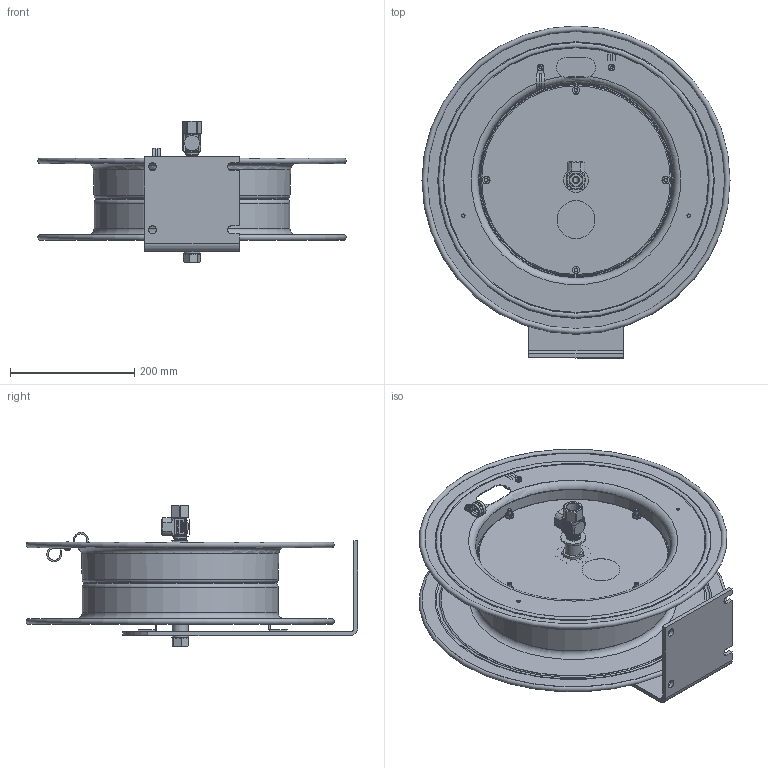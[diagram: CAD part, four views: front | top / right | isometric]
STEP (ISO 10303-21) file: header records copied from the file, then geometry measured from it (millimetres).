
FILE_DESCRIPTION(/* description */ (''),/* implementation_level */ '2;1');
FILE_NAME(/* name */ 'E-LPL-450_SHARED.stp',/* time_stamp */ '2020-02-13T00:41:16-07:00',/* author */ ('NMelton'),/* organization */ (''),/* preprocessor_version */ 'ST-DEVELOPER v17',/* originating_system */ 'Autodesk Inventor 2019',/* authorisation */ '');
FILE_SCHEMA (('AUTOMOTIVE_DESIGN { 1 0 10303 214 3 1 1 }'));
Products named in the file (1): E-LPL-450_SHARED
Bounding box: 495.3 x 533.4 x 227.86 mm (x, y, z)
Surface area: 1245855.1 mm2 (no closed solid volume)
Topology: 0 solids, 206 shells, 1644 faces, 8739 edges, 7121 vertices
Faces by surface type: plane 900, cylinder 474, bspline 128, cone 104, torus 38
Full cylindrical faces by diameter (mm): 2.159 x2, 4.826 x2, 4.978 x1, 5.588 x2, 6.35 x7, 7.112 x1, 10.414 x2, 12.7 x2, 14.224 x1, 15.875 x1, 17.882 x1, 19.05 x1, 19.304 x1, 20.574 x2, 20.625 x1, 25.362 x1, 31.75 x1, 33.274 x1, 39.624 x1, 60.96 x1, 306.324 x1, 308.747 x1, 311.785 x1, 311.912 x1, 314.95 x1
Entity records: 93359 total; most frequent: CARTESIAN_POINT 28459, ORIENTED_EDGE 11517, DIRECTION 11411, EDGE_CURVE 8738, VERTEX_POINT 7121, LINE 4865, VECTOR 4865, AXIS2_PLACEMENT_3D 3273
